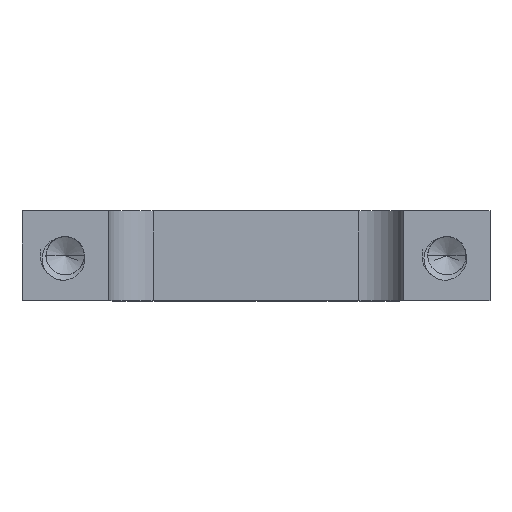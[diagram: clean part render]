
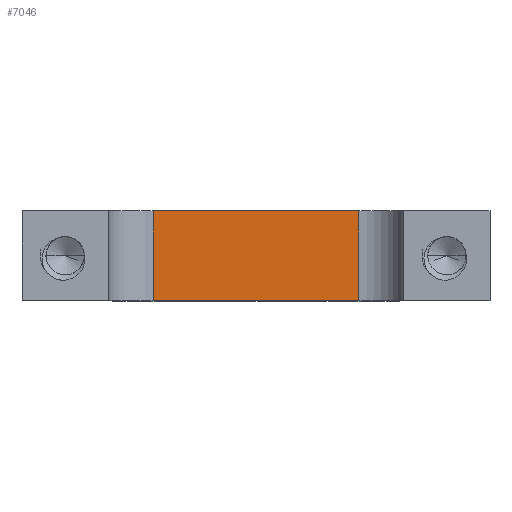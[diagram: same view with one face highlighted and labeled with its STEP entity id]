
A CAD part, top view. The second image highlights one B-rep face of the part: STEP entity #7046.
In plain terms, the highlighted planar face has unit normal (0, 0, 1).
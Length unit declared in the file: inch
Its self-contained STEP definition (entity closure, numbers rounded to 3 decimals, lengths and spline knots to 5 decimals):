
#174 = VERTEX_POINT ( 'NONE', #8121 ) ;
#199 = CARTESIAN_POINT ( 'NONE',  ( -0.2856, 0., 0.55 ) ) ;
#410 = LINE ( 'NONE', #7700, #694 ) ;
#424 = VECTOR ( 'NONE', #1641, 39.37008 ) ;
#694 = VECTOR ( 'NONE', #4414, 39.37008 ) ;
#990 = ORIENTED_EDGE ( 'NONE', *, *, #1267, .T. ) ;
#1093 = EDGE_LOOP ( 'NONE', ( #4945, #990, #3287, #7739 ) ) ;
#1115 = LINE ( 'NONE', #3500, #424 ) ;
#1267 = EDGE_CURVE ( 'NONE', #2263, #8119, #1115, .T. ) ;
#1641 = DIRECTION ( 'NONE',  ( 0., 1., 0. ) ) ;
#1676 = PLANE ( 'NONE',  #1718 ) ;
#1718 = AXIS2_PLACEMENT_3D ( 'NONE', #2107, #6073, #6260 ) ;
#2008 = VECTOR ( 'NONE', #2312, 39.37008 ) ;
#2107 = CARTESIAN_POINT ( 'NONE',  ( -0.4106, 0.25, 0.55 ) ) ;
#2263 = VERTEX_POINT ( 'NONE', #3168 ) ;
#2312 = DIRECTION ( 'NONE',  ( 1., 0., 0. ) ) ;
#2403 = VERTEX_POINT ( 'NONE', #3249 ) ;
#2618 = LINE ( 'NONE', #5625, #2008 ) ;
#2844 = EDGE_CURVE ( 'NONE', #174, #2403, #6523, .T. ) ;
#3124 = EDGE_CURVE ( 'NONE', #2403, #2263, #410, .T. ) ;
#3168 = CARTESIAN_POINT ( 'NONE',  ( 0.2856, 0., 0.55 ) ) ;
#3249 = CARTESIAN_POINT ( 'NONE',  ( -0.2856, 0., 0.55 ) ) ;
#3287 = ORIENTED_EDGE ( 'NONE', *, *, #8055, .F. ) ;
#3500 = CARTESIAN_POINT ( 'NONE',  ( 0.2856, 0.25, 0.55 ) ) ;
#4414 = DIRECTION ( 'NONE',  ( 1., 0., 0. ) ) ;
#4827 = DIRECTION ( 'NONE',  ( 0., -1., 0. ) ) ;
#4945 = ORIENTED_EDGE ( 'NONE', *, *, #3124, .T. ) ;
#5606 = VECTOR ( 'NONE', #4827, 39.37008 ) ;
#5625 = CARTESIAN_POINT ( 'NONE',  ( -0.4106, 0.25, 0.55 ) ) ;
#6073 = DIRECTION ( 'NONE',  ( 0., 0., -1. ) ) ;
#6260 = DIRECTION ( 'NONE',  ( -1., 0., 0. ) ) ;
#6523 = LINE ( 'NONE', #199, #5606 ) ;
#7046 = ADVANCED_FACE ( 'NONE', ( #7230 ), #1676, .F. ) ;
#7230 = FACE_OUTER_BOUND ( 'NONE', #1093, .T. ) ;
#7528 = CARTESIAN_POINT ( 'NONE',  ( 0.2856, 0.25, 0.55 ) ) ;
#7700 = CARTESIAN_POINT ( 'NONE',  ( -0.4106, 0., 0.55 ) ) ;
#7739 = ORIENTED_EDGE ( 'NONE', *, *, #2844, .T. ) ;
#8055 = EDGE_CURVE ( 'NONE', #174, #8119, #2618, .T. ) ;
#8119 = VERTEX_POINT ( 'NONE', #7528 ) ;
#8121 = CARTESIAN_POINT ( 'NONE',  ( -0.2856, 0.25, 0.55 ) ) ;
